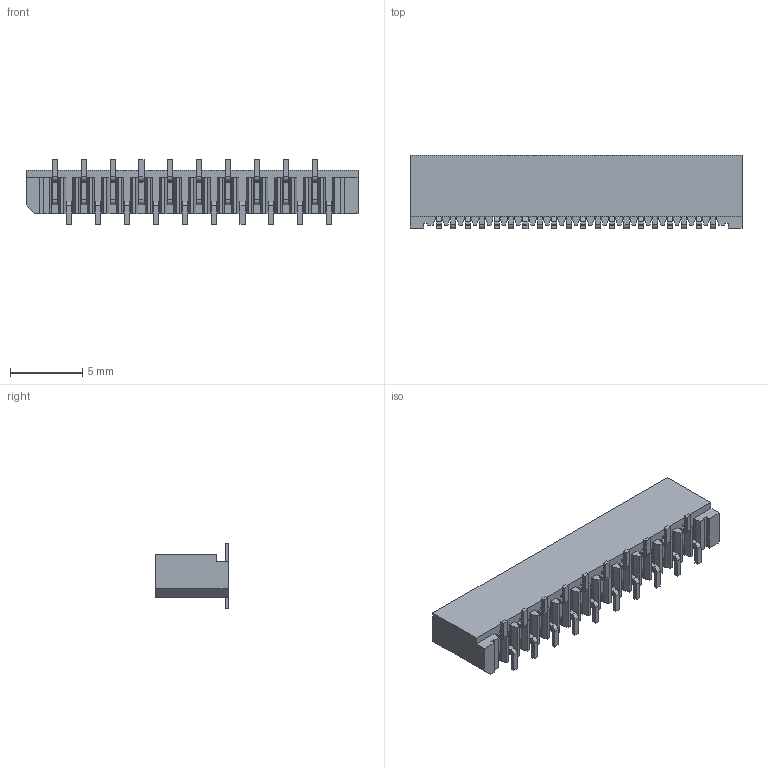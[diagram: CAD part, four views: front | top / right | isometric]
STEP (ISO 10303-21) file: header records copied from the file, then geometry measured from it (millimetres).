
FILE_DESCRIPTION((''),'2;1');
FILE_NAME('528082070','2018-02-10T',('ksrinivasara'),(''),'PRO/ENGINEER BY PARAMETRIC TECHNOLOGY CORPORATION, 2012310','PRO/ENGINEER BY PARAMETRIC TECHNOLOGY CORPORATION, 2012310','');
FILE_SCHEMA(('CONFIG_CONTROL_DESIGN'));
Length unit declared in the file: millimetre
Products named in the file (1): 528082070
Bounding box: 23 x 5.1 x 4.5 mm (x, y, z)
Volume: 247.7 mm3; surface area: 952.4 mm2
Topology: 1 solids, 1 shells, 669 faces, 1956 edges, 1330 vertices
Faces by surface type: plane 538, cylinder 131
Entity records: 21887 total; most frequent: CARTESIAN_POINT 3884, ORIENTED_EDGE 3752, DIRECTION 3556, EDGE_CURVE 1876, VECTOR 1692, LINE 1692, VERTEX_POINT 1250, AXIS2_PLACEMENT_3D 932
